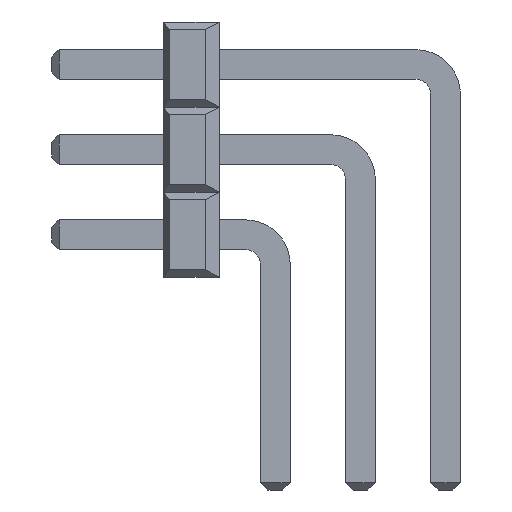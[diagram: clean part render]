
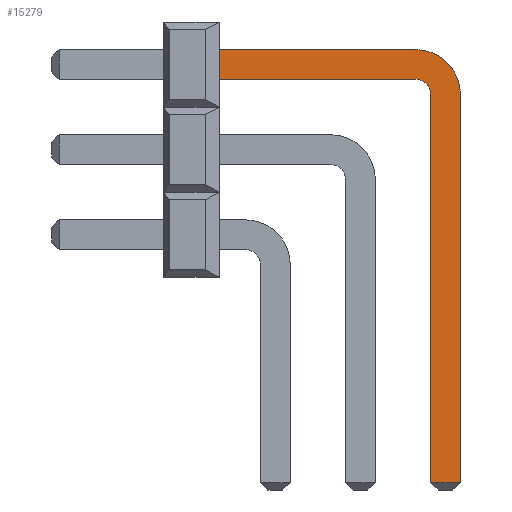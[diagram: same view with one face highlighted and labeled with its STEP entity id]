
A CAD part, left-side view. The second image highlights one B-rep face of the part: STEP entity #15279.
In plain terms, the highlighted planar face has unit normal (-1, 0, 0).
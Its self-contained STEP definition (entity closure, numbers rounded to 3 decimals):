
#14517=CARTESIAN_POINT('',(-0.444,6.75,5.906));
#14516=VERTEX_POINT('',#14517);
#14527=CARTESIAN_POINT('',(-0.444,6.75,6.794));
#14526=VERTEX_POINT('',#14527);
#14525=EDGE_CURVE('',#14526,#14516,#14530,.T.);
#14530=LINE('',#14527,#14532);
#14532=VECTOR('',#14533,0.889);
#14533=DIRECTION('',(0.0,0.0,-1.0));
#14556=CARTESIAN_POINT('',(-0.444,0.889,5.906));
#14555=VERTEX_POINT('',#14556);
#14564=EDGE_CURVE('',#14516,#14555,#14569,.T.);
#14569=LINE('',#14517,#14571);
#14571=VECTOR('',#14572,5.861);
#14572=DIRECTION('',(0.0,-1.0,0.0));
#14607=CARTESIAN_POINT('',(-0.444,0.889,6.794));
#14606=VERTEX_POINT('',#14607);
#14633=EDGE_CURVE('',#14606,#14526,#14638,.T.);
#14638=LINE('',#14607,#14640);
#14640=VECTOR('',#14641,5.861);
#14641=DIRECTION('',(0.0,1.0,0.0));
#14664=CARTESIAN_POINT('',(-0.444,0.445,-6.128));
#14663=VERTEX_POINT('',#14664);
#14674=CARTESIAN_POINT('',(-0.444,0.445,5.461));
#14673=VERTEX_POINT('',#14674);
#14672=EDGE_CURVE('',#14673,#14663,#14677,.T.);
#14677=LINE('',#14674,#14679);
#14679=VECTOR('',#14680,11.589);
#14680=DIRECTION('',(0.0,0.0,-1.0));
#14752=CARTESIAN_POINT('',(-0.444,-0.444,-6.128));
#14751=VERTEX_POINT('',#14752);
#14754=CARTESIAN_POINT('',(-0.444,-0.444,5.461));
#14753=VERTEX_POINT('',#14754);
#14750=EDGE_CURVE('',#14751,#14753,#14755,.T.);
#14755=LINE('',#14752,#14757);
#14757=VECTOR('',#14758,11.589);
#14758=DIRECTION('',(0.0,0.0,1.0));
#15005=EDGE_CURVE('',#14663,#14751,#15010,.T.);
#15010=LINE('',#14664,#15012);
#15012=VECTOR('',#15013,0.889);
#15013=DIRECTION('',(0.0,-1.0,0.0));
#15114=EDGE_CURVE($,#14555,#14673,#15119,.T.);
#15119=CIRCLE($,#15120,0.445);
#15121=CARTESIAN_POINT('',(-0.444,0.889,5.461));
#15120=AXIS2_PLACEMENT_3D($,#15121,#15122,#15123);
#15122=DIRECTION('',(1.0,0.0,0.0));
#15123=DIRECTION('',(0.0,-0.707,-0.707));
#15144=EDGE_CURVE($,#14753,#14606,#15149,.T.);
#15149=CIRCLE($,#15150,1.334);
#15150=AXIS2_PLACEMENT_3D($,#15121,#15152,#15153);
#15152=DIRECTION('',(-1.0,0.0,0.0));
#15153=DIRECTION('',(0.0,0.707,0.707));
#15279=ADVANCED_FACE($,(#15285),#15280,.T.);
#15280=PLANE($,#15281);
#15281=AXIS2_PLACEMENT_3D($,#15282,#15283,#15284);
#15282=CARTESIAN_POINT('',(-0.444,0.889,6.794));
#15283=DIRECTION('',(-1.0,0.0,0.0));
#15284=DIRECTION('',(-1.,0.,0.));
#15285=FACE_OUTER_BOUND($,#15286,.T.);
#15286=EDGE_LOOP($,(#15289, #15299, #15309, #15319, #15330, #15340, #15350, #15360));
#15289=ORIENTED_EDGE('',*,*,#14633,.T.);
#15299=ORIENTED_EDGE('',*,*,#14525,.T.);
#15309=ORIENTED_EDGE('',*,*,#14564,.T.);
#15319=ORIENTED_EDGE('',*,*,#15114,.T.);
#15330=ORIENTED_EDGE('',*,*,#14672,.T.);
#15340=ORIENTED_EDGE('',*,*,#15005,.T.);
#15350=ORIENTED_EDGE('',*,*,#14750,.T.);
#15360=ORIENTED_EDGE('',*,*,#15144,.T.);
